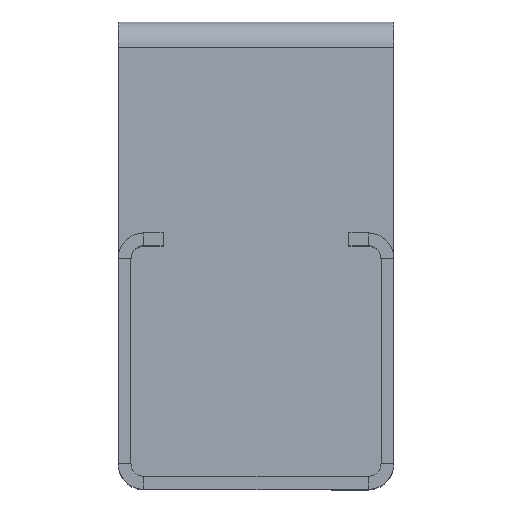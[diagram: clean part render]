
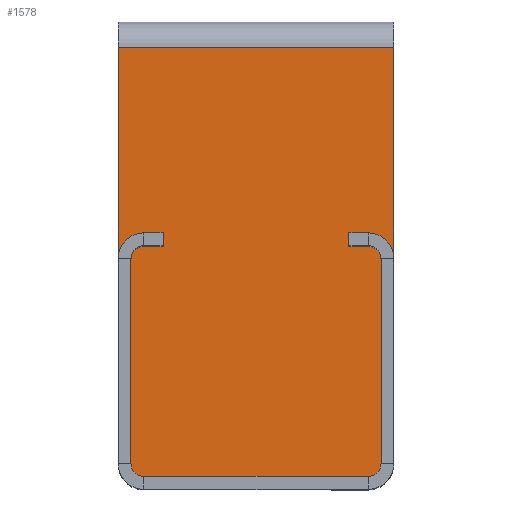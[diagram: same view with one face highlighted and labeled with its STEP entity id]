
A CAD part, top view. The second image highlights one B-rep face of the part: STEP entity #1578.
In plain terms, the highlighted planar face has unit normal (0, 0, 1).
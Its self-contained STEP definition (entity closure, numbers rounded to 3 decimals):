
#1521=CARTESIAN_POINT('',(0.,3.061,-30.));
#1522=DIRECTION('',(0.0,0.0,1.0));
#1523=DIRECTION('',(1.0,0.0,0.0));
#1524=AXIS2_PLACEMENT_3D('',#1521,#1522,#1523);
#1525=PLANE('',#1524);
#1526=CARTESIAN_POINT('',(21.5,35.,-30.0));
#1527=VERTEX_POINT('',#1526);
#1528=CARTESIAN_POINT('',(-21.5,35.,-30.0));
#1529=VERTEX_POINT('',#1528);
#1530=CARTESIAN_POINT('',(21.5,35.0,-30.));
#1531=DIRECTION('',(-1.0,0.0,0.0));
#1532=VECTOR('',#1531,43.);
#1533=LINE('',#1530,#1532);
#1534=EDGE_CURVE('',#1527,#1529,#1533,.T.);
#1535=ORIENTED_EDGE('',*,*,#1534,.T.);
#1536=CARTESIAN_POINT('',(-21.5,-30.,-30.0));
#1537=VERTEX_POINT('',#1536);
#1538=CARTESIAN_POINT('',(-21.5,-30.,-30.0));
#1539=DIRECTION('',(0.0,1.0,0.0));
#1540=VECTOR('',#1539,65.0);
#1541=LINE('',#1538,#1540);
#1542=EDGE_CURVE('',#1537,#1529,#1541,.T.);
#1543=ORIENTED_EDGE('',*,*,#1542,.F.);
#1544=CARTESIAN_POINT('',(-17.5,-34.,-30.0));
#1545=VERTEX_POINT('',#1544);
#1546=CARTESIAN_POINT('',(-17.5,-30.,-30.0));
#1547=DIRECTION('',(0.0,0.0,-1.0));
#1548=DIRECTION('',(0.0,-1.0,0.0));
#1549=AXIS2_PLACEMENT_3D('',#1546,#1547,#1548);
#1550=CIRCLE('',#1549,4.);
#1551=EDGE_CURVE('',#1545,#1537,#1550,.T.);
#1552=ORIENTED_EDGE('',*,*,#1551,.F.);
#1553=CARTESIAN_POINT('',(17.5,-34.0,-30.0));
#1554=VERTEX_POINT('',#1553);
#1555=CARTESIAN_POINT('',(17.5,-34.0,-30.0));
#1556=DIRECTION('',(-1.0,0.0,0.0));
#1557=VECTOR('',#1556,35.);
#1558=LINE('',#1555,#1557);
#1559=EDGE_CURVE('',#1554,#1545,#1558,.T.);
#1560=ORIENTED_EDGE('',*,*,#1559,.F.);
#1561=CARTESIAN_POINT('',(21.5,-30.0,-30.0));
#1562=VERTEX_POINT('',#1561);
#1563=CARTESIAN_POINT('',(17.5,-30.,-30.0));
#1564=DIRECTION('',(0.0,0.0,-1.0));
#1565=DIRECTION('',(1.0,0.0,0.0));
#1566=AXIS2_PLACEMENT_3D('',#1563,#1564,#1565);
#1567=CIRCLE('',#1566,4.);
#1568=EDGE_CURVE('',#1562,#1554,#1567,.T.);
#1569=ORIENTED_EDGE('',*,*,#1568,.F.);
#1570=CARTESIAN_POINT('',(21.5,35.0,-30.0));
#1571=DIRECTION('',(0.0,-1.0,0.0));
#1572=VECTOR('',#1571,65.0);
#1573=LINE('',#1570,#1572);
#1574=EDGE_CURVE('',#1527,#1562,#1573,.T.);
#1575=ORIENTED_EDGE('',*,*,#1574,.F.);
#1576=EDGE_LOOP('',(#1535,#1543,#1552,#1560,#1569,#1575));
#1577=FACE_OUTER_BOUND('',#1576,.T.);
#1578=ADVANCED_FACE('',(#1577),#1525,.T.);
